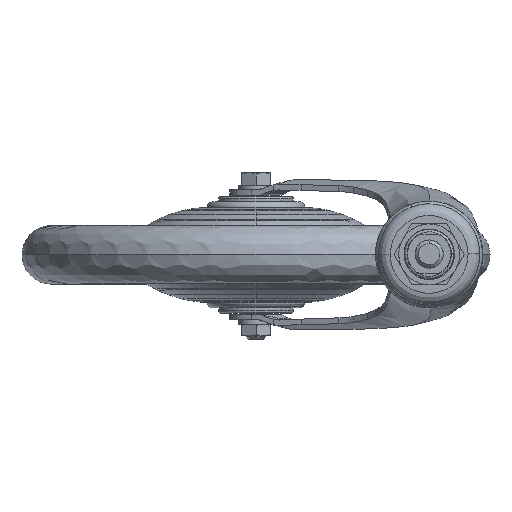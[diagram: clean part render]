
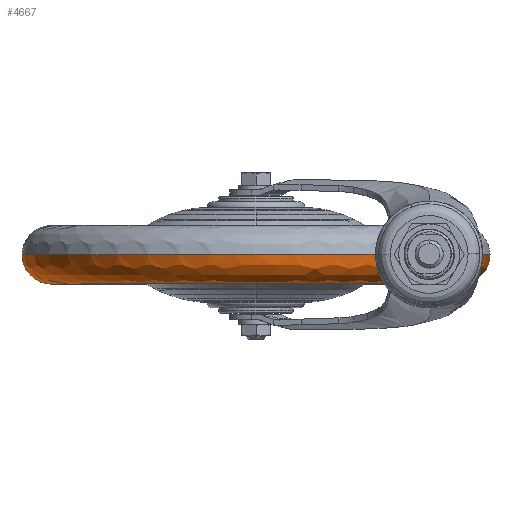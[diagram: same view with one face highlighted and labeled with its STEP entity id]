
A CAD part, top view. The second image highlights one B-rep face of the part: STEP entity #4667.
In plain terms, the highlighted free-form (B-spline) face has degree [2, 2] with [5, 3] control points.
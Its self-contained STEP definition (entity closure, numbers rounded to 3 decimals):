
#4492=CARTESIAN_POINT('',(-87.493,-12.5,-1.1));
#4493=VERTEX_POINT('',#4492);
#4494=CARTESIAN_POINT('',(0.0,-12.5,87.5));
#4495=VERTEX_POINT('',#4494);
#4496=CARTESIAN_POINT('',(-87.493,-12.5,-1.1));
#4497=CARTESIAN_POINT('',(-87.5,-12.5,-0.55));
#4498=CARTESIAN_POINT('',(-87.5,-12.5,0.));
#4499=CARTESIAN_POINT('',(-87.5,-12.5,87.5));
#4500=CARTESIAN_POINT('',(0.0,-12.5,87.5));
#4508=(BOUNDED_CURVE()B_SPLINE_CURVE(2,(#4496,#4497,#4498,#4499,#4500),.UNSPECIFIED.,.F.,.U.)B_SPLINE_CURVE_WITH_KNOTS((3,2,3),(0.748,0.75,1.0),.UNSPECIFIED.)CURVE()GEOMETRIC_REPRESENTATION_ITEM()RATIONAL_B_SPLINE_CURVE((0.995,0.997,1.0,0.707,1.0))REPRESENTATION_ITEM(''));
#4509=EDGE_CURVE('',#4493,#4495,#4508,.T.);
#4526=CARTESIAN_POINT('',(87.493,-12.5,1.1));
#4527=VERTEX_POINT('',#4526);
#4543=CARTESIAN_POINT('',(0.0,-12.5,87.5));
#4544=CARTESIAN_POINT('',(86.407,-12.5,87.5));
#4545=CARTESIAN_POINT('',(87.493,-12.5,1.1));
#4553=(BOUNDED_CURVE()B_SPLINE_CURVE(2,(#4543,#4544,#4545),.UNSPECIFIED.,.F.,.U.)B_SPLINE_CURVE_WITH_KNOTS((3,3),(0.0,0.248),.UNSPECIFIED.)CURVE()GEOMETRIC_REPRESENTATION_ITEM()RATIONAL_B_SPLINE_CURVE((1.0,0.71,0.995))REPRESENTATION_ITEM(''));
#4554=EDGE_CURVE('',#4495,#4527,#4553,.T.);
#4565=CARTESIAN_POINT('',(-86.624,-12.47,-1.089));
#4566=CARTESIAN_POINT('',(-87.713,-12.47,85.535));
#4567=CARTESIAN_POINT('',(-1.089,-12.47,86.624));
#4568=CARTESIAN_POINT('',(85.535,-12.47,87.713));
#4569=CARTESIAN_POINT('',(86.624,-12.47,1.089));
#4570=CARTESIAN_POINT('',(-100.961,-13.469,-1.269));
#4571=CARTESIAN_POINT('',(-102.23,-13.469,99.692));
#4572=CARTESIAN_POINT('',(-1.269,-13.469,100.961));
#4573=CARTESIAN_POINT('',(99.692,-13.469,102.23));
#4574=CARTESIAN_POINT('',(100.961,-13.469,1.269));
#4575=CARTESIAN_POINT('',(-99.962,0.869,-1.256));
#4576=CARTESIAN_POINT('',(-101.218,0.869,98.706));
#4577=CARTESIAN_POINT('',(-1.256,0.869,99.962));
#4578=CARTESIAN_POINT('',(98.706,0.869,101.218));
#4579=CARTESIAN_POINT('',(99.962,0.869,1.256));
#4587=(BOUNDED_SURFACE()B_SPLINE_SURFACE(2,2,((#4565,#4570,#4575),(#4566,#4571,#4576),(#4567,#4572,#4577),(#4568,#4573,#4578),(#4569,#4574,#4579)),.UNSPECIFIED.,.F.,.F.,.U.)B_SPLINE_SURFACE_WITH_KNOTS((3,2,3),(3,3),(0.0,165.635,331.271),(0.0,22.78),.UNSPECIFIED.)GEOMETRIC_REPRESENTATION_ITEM()RATIONAL_B_SPLINE_SURFACE(((0.916,0.601,0.916),(0.648,0.425,0.648),(0.916,0.601,0.916),(0.648,0.425,0.648),(0.916,0.601,0.916)))REPRESENTATION_ITEM('')SURFACE());
#4588=ORIENTED_EDGE('',*,*,#4509,.T.);
#4589=ORIENTED_EDGE('',*,*,#4554,.T.);
#4590=CARTESIAN_POINT('',(99.992,0.,1.257));
#4591=VERTEX_POINT('',#4590);
#4592=CARTESIAN_POINT('',(87.493,-12.5,1.1));
#4593=CARTESIAN_POINT('',(99.992,-12.5,1.257));
#4594=CARTESIAN_POINT('',(99.992,0.,1.257));
#4602=(BOUNDED_CURVE()B_SPLINE_CURVE(2,(#4592,#4593,#4594),.UNSPECIFIED.,.F.,.U.)B_SPLINE_CURVE_WITH_KNOTS((3,3),(-1.735,-0.265),.UNSPECIFIED.)CURVE()GEOMETRIC_REPRESENTATION_ITEM()RATIONAL_B_SPLINE_CURVE((0.889,0.629,0.889))REPRESENTATION_ITEM(''));
#4603=EDGE_CURVE('',#4527,#4591,#4602,.T.);
#4604=ORIENTED_EDGE('',*,*,#4603,.T.);
#4605=CARTESIAN_POINT('',(99.968,0.,2.513));
#4606=VERTEX_POINT('',#4605);
#4607=CARTESIAN_POINT('',(99.968,0.,2.513));
#4608=CARTESIAN_POINT('',(99.984,0.,1.885));
#4609=CARTESIAN_POINT('',(99.992,0.,1.257));
#4617=(BOUNDED_CURVE()B_SPLINE_CURVE(2,(#4607,#4608,#4609),.UNSPECIFIED.,.F.,.U.)B_SPLINE_CURVE_WITH_KNOTS((3,3),(0.246,0.248),.UNSPECIFIED.)CURVE()GEOMETRIC_REPRESENTATION_ITEM()RATIONAL_B_SPLINE_CURVE((0.99,0.992,0.995))REPRESENTATION_ITEM(''));
#4618=EDGE_CURVE('',#4606,#4591,#4617,.T.);
#4619=ORIENTED_EDGE('',*,*,#4618,.F.);
#4620=CARTESIAN_POINT('',(0.0,0.,100.));
#4621=VERTEX_POINT('',#4620);
#4622=CARTESIAN_POINT('',(0.0,0.,100.));
#4623=CARTESIAN_POINT('',(97.518,0.,100.));
#4624=CARTESIAN_POINT('',(99.968,0.,2.513));
#4632=(BOUNDED_CURVE()B_SPLINE_CURVE(2,(#4622,#4623,#4624),.UNSPECIFIED.,.F.,.U.)B_SPLINE_CURVE_WITH_KNOTS((3,3),(0.0,0.246),.UNSPECIFIED.)CURVE()GEOMETRIC_REPRESENTATION_ITEM()RATIONAL_B_SPLINE_CURVE((1.0,0.712,0.99))REPRESENTATION_ITEM(''));
#4633=EDGE_CURVE('',#4621,#4606,#4632,.T.);
#4634=ORIENTED_EDGE('',*,*,#4633,.F.);
#4635=CARTESIAN_POINT('',(-99.992,0.,-1.257));
#4636=VERTEX_POINT('',#4635);
#4637=CARTESIAN_POINT('',(-99.992,0.,-1.257));
#4638=CARTESIAN_POINT('',(-100.,0.,-0.628));
#4639=CARTESIAN_POINT('',(-100.,0.,0.));
#4640=CARTESIAN_POINT('',(-100.,0.,100.));
#4641=CARTESIAN_POINT('',(0.0,0.,100.));
#4649=(BOUNDED_CURVE()B_SPLINE_CURVE(2,(#4637,#4638,#4639,#4640,#4641),.UNSPECIFIED.,.F.,.U.)B_SPLINE_CURVE_WITH_KNOTS((3,2,3),(0.748,0.75,1.0),.UNSPECIFIED.)CURVE()GEOMETRIC_REPRESENTATION_ITEM()RATIONAL_B_SPLINE_CURVE((0.995,0.997,1.0,0.707,1.0))REPRESENTATION_ITEM(''));
#4650=EDGE_CURVE('',#4636,#4621,#4649,.T.);
#4651=ORIENTED_EDGE('',*,*,#4650,.F.);
#4652=CARTESIAN_POINT('',(-87.493,-12.5,-1.1));
#4653=CARTESIAN_POINT('',(-99.992,-12.5,-1.257));
#4654=CARTESIAN_POINT('',(-99.992,0.,-1.257));
#4662=(BOUNDED_CURVE()B_SPLINE_CURVE(2,(#4652,#4653,#4654),.UNSPECIFIED.,.F.,.U.)B_SPLINE_CURVE_WITH_KNOTS((3,3),(-1.735,-0.265),.UNSPECIFIED.)CURVE()GEOMETRIC_REPRESENTATION_ITEM()RATIONAL_B_SPLINE_CURVE((0.889,0.629,0.889))REPRESENTATION_ITEM(''));
#4663=EDGE_CURVE('',#4493,#4636,#4662,.T.);
#4664=ORIENTED_EDGE('',*,*,#4663,.F.);
#4665=EDGE_LOOP('',(#4588,#4589,#4604,#4619,#4634,#4651,#4664));
#4666=FACE_OUTER_BOUND('',#4665,.T.);
#4667=ADVANCED_FACE('',(#4666),#4587,.T.);
